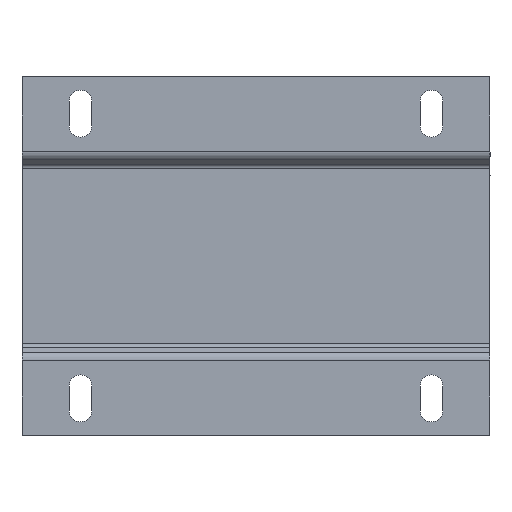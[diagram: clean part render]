
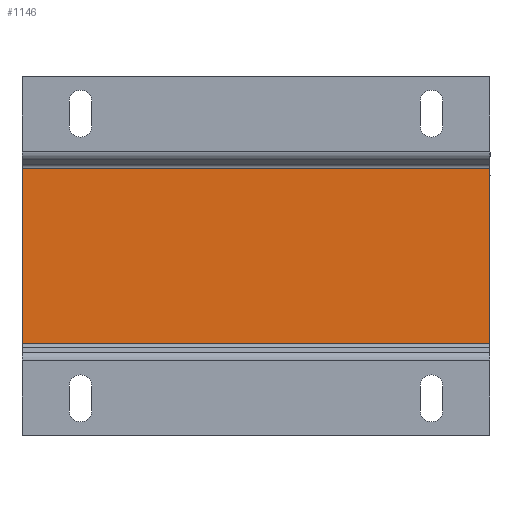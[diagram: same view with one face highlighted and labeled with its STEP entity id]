
A CAD part, front view. The second image highlights one B-rep face of the part: STEP entity #1146.
In plain terms, the highlighted planar face has unit normal (0, -1, 0).
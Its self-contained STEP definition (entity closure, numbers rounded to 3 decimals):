
#114 = CARTESIAN_POINT ( 'NONE',  ( 0., -51.5, 22.5 ) ) ;
#301 = VERTEX_POINT ( 'NONE', #3572 ) ;
#332 = EDGE_CURVE ( 'NONE', #9253, #8767, #1528, .T. ) ;
#333 = CARTESIAN_POINT ( 'NONE',  ( 60., -51.5, -22.5 ) ) ;
#753 = CARTESIAN_POINT ( 'NONE',  ( 0., -51.5, -22.5 ) ) ;
#1146 = ADVANCED_FACE ( 'NONE', ( #5293 ), #2394, .F. ) ;
#1244 = ORIENTED_EDGE ( 'NONE', *, *, #7653, .F. ) ;
#1528 = LINE ( 'NONE', #5774, #5885 ) ;
#1647 = VECTOR ( 'NONE', #8146, 1000. ) ;
#1909 = EDGE_LOOP ( 'NONE', ( #4817, #1244, #2127, #1937 ) ) ;
#1937 = ORIENTED_EDGE ( 'NONE', *, *, #332, .F. ) ;
#2127 = ORIENTED_EDGE ( 'NONE', *, *, #2682, .T. ) ;
#2131 = LINE ( 'NONE', #7766, #3837 ) ;
#2364 = DIRECTION ( 'NONE',  ( 1., 0., 0. ) ) ;
#2394 = PLANE ( 'NONE',  #3841 ) ;
#2682 = EDGE_CURVE ( 'NONE', #301, #8767, #5088, .T. ) ;
#3234 = EDGE_CURVE ( 'NONE', #5037, #9253, #5077, .T. ) ;
#3572 = CARTESIAN_POINT ( 'NONE',  ( 60., -51.5, 22.5 ) ) ;
#3699 = VECTOR ( 'NONE', #3714, 1000. ) ;
#3714 = DIRECTION ( 'NONE',  ( -1., 0., 0. ) ) ;
#3806 = DIRECTION ( 'NONE',  ( 0., 1., 0. ) ) ;
#3837 = VECTOR ( 'NONE', #5579, 1000. ) ;
#3841 = AXIS2_PLACEMENT_3D ( 'NONE', #4539, #3806, #2364 ) ;
#4539 = CARTESIAN_POINT ( 'NONE',  ( 0., -51.5, 0. ) ) ;
#4817 = ORIENTED_EDGE ( 'NONE', *, *, #3234, .F. ) ;
#5037 = VERTEX_POINT ( 'NONE', #333 ) ;
#5077 = LINE ( 'NONE', #753, #3699 ) ;
#5088 = LINE ( 'NONE', #114, #1647 ) ;
#5293 = FACE_OUTER_BOUND ( 'NONE', #1909, .T. ) ;
#5579 = DIRECTION ( 'NONE',  ( 0., 0., -1. ) ) ;
#5617 = CARTESIAN_POINT ( 'NONE',  ( -60., -51.5, -22.5 ) ) ;
#5774 = CARTESIAN_POINT ( 'NONE',  ( -60., -51.5, 46. ) ) ;
#5885 = VECTOR ( 'NONE', #7345, 1000. ) ;
#7087 = CARTESIAN_POINT ( 'NONE',  ( -60., -51.5, 22.5 ) ) ;
#7345 = DIRECTION ( 'NONE',  ( 0., 0., 1. ) ) ;
#7653 = EDGE_CURVE ( 'NONE', #301, #5037, #2131, .T. ) ;
#7766 = CARTESIAN_POINT ( 'NONE',  ( 60., -51.5, 46. ) ) ;
#8146 = DIRECTION ( 'NONE',  ( -1., 0., 0. ) ) ;
#8767 = VERTEX_POINT ( 'NONE', #7087 ) ;
#9253 = VERTEX_POINT ( 'NONE', #5617 ) ;
